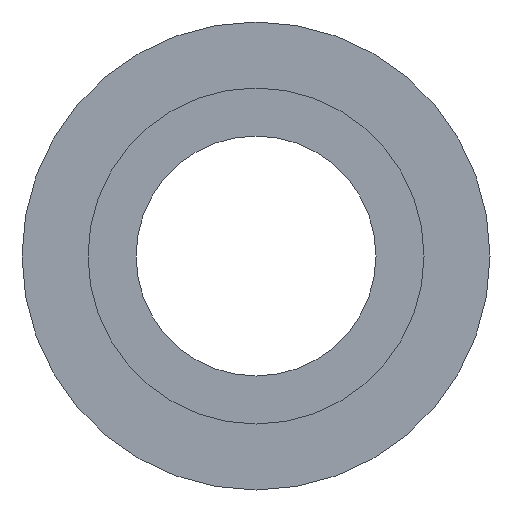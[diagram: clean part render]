
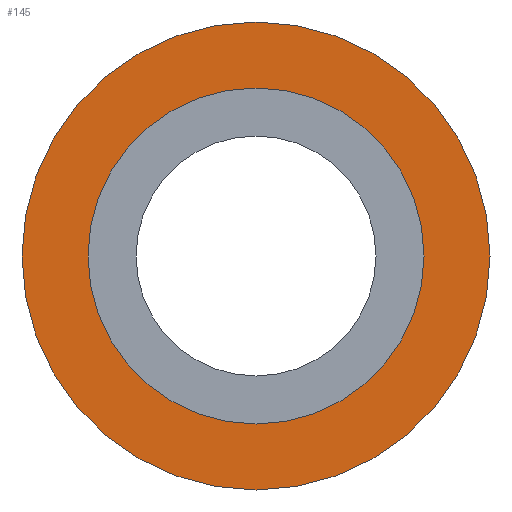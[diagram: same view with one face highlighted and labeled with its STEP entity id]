
A CAD part, front view. The second image highlights one B-rep face of the part: STEP entity #145.
In plain terms, the highlighted planar face has unit normal (0, -1, 0).
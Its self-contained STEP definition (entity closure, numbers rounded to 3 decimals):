
#28 = CARTESIAN_POINT ( 'NONE',  ( 0., 4.909, 9.75 ) ) ;
#30 = DIRECTION ( 'NONE',  ( 0., -1., 0. ) ) ;
#36 = CIRCLE ( 'NONE', #313, 9.75 ) ;
#55 = DIRECTION ( 'NONE',  ( 0., 0., -1. ) ) ;
#67 = ORIENTED_EDGE ( 'NONE', *, *, #124, .F. ) ;
#77 = CARTESIAN_POINT ( 'NONE',  ( 0., 4.909, 0. ) ) ;
#78 = DIRECTION ( 'NONE',  ( 0., -1., 0. ) ) ;
#82 = DIRECTION ( 'NONE',  ( 0., 0., -1. ) ) ;
#84 = AXIS2_PLACEMENT_3D ( 'NONE', #261, #239, #237 ) ;
#85 = CARTESIAN_POINT ( 'NONE',  ( 0., 4.909, -7. ) ) ;
#107 = FACE_OUTER_BOUND ( 'NONE', #336, .T. ) ;
#116 = EDGE_CURVE ( 'NONE', #228, #198, #219, .T. ) ;
#122 = ORIENTED_EDGE ( 'NONE', *, *, #116, .T. ) ;
#124 = EDGE_CURVE ( 'NONE', #150, #179, #245, .T. ) ;
#136 = PLANE ( 'NONE',  #84 ) ;
#137 = FACE_BOUND ( 'NONE', #210, .T. ) ;
#144 = DIRECTION ( 'NONE',  ( 0., 0., -1. ) ) ;
#145 = ADVANCED_FACE ( 'NONE', ( #107, #137 ), #136, .T. ) ;
#150 = VERTEX_POINT ( 'NONE', #186 ) ;
#163 = CARTESIAN_POINT ( 'NONE',  ( 0., 4.909, 0. ) ) ;
#164 = AXIS2_PLACEMENT_3D ( 'NONE', #241, #30, #195 ) ;
#170 = AXIS2_PLACEMENT_3D ( 'NONE', #77, #290, #55 ) ;
#172 = EDGE_CURVE ( 'NONE', #198, #228, #36, .T. ) ;
#179 = VERTEX_POINT ( 'NONE', #85 ) ;
#185 = DIRECTION ( 'NONE',  ( 0., -1., 0. ) ) ;
#186 = CARTESIAN_POINT ( 'NONE',  ( 0., 4.909, 7. ) ) ;
#192 = CIRCLE ( 'NONE', #164, 7. ) ;
#195 = DIRECTION ( 'NONE',  ( 0., 0., -1. ) ) ;
#198 = VERTEX_POINT ( 'NONE', #28 ) ;
#200 = EDGE_CURVE ( 'NONE', #179, #150, #192, .T. ) ;
#210 = EDGE_LOOP ( 'NONE', ( #247, #67 ) ) ;
#219 = CIRCLE ( 'NONE', #295, 9.75 ) ;
#228 = VERTEX_POINT ( 'NONE', #327 ) ;
#237 = DIRECTION ( 'NONE',  ( 0., 0., -1. ) ) ;
#239 = DIRECTION ( 'NONE',  ( 0., -1., 0. ) ) ;
#241 = CARTESIAN_POINT ( 'NONE',  ( 0., 4.909, 0. ) ) ;
#245 = CIRCLE ( 'NONE', #170, 7. ) ;
#247 = ORIENTED_EDGE ( 'NONE', *, *, #200, .F. ) ;
#261 = CARTESIAN_POINT ( 'NONE',  ( 9.75, 4.909, 0. ) ) ;
#264 = CARTESIAN_POINT ( 'NONE',  ( 0., 4.909, 0. ) ) ;
#290 = DIRECTION ( 'NONE',  ( 0., -1., 0. ) ) ;
#295 = AXIS2_PLACEMENT_3D ( 'NONE', #163, #185, #82 ) ;
#304 = ORIENTED_EDGE ( 'NONE', *, *, #172, .T. ) ;
#313 = AXIS2_PLACEMENT_3D ( 'NONE', #264, #78, #144 ) ;
#327 = CARTESIAN_POINT ( 'NONE',  ( 0., 4.909, -9.75 ) ) ;
#336 = EDGE_LOOP ( 'NONE', ( #122, #304 ) ) ;
